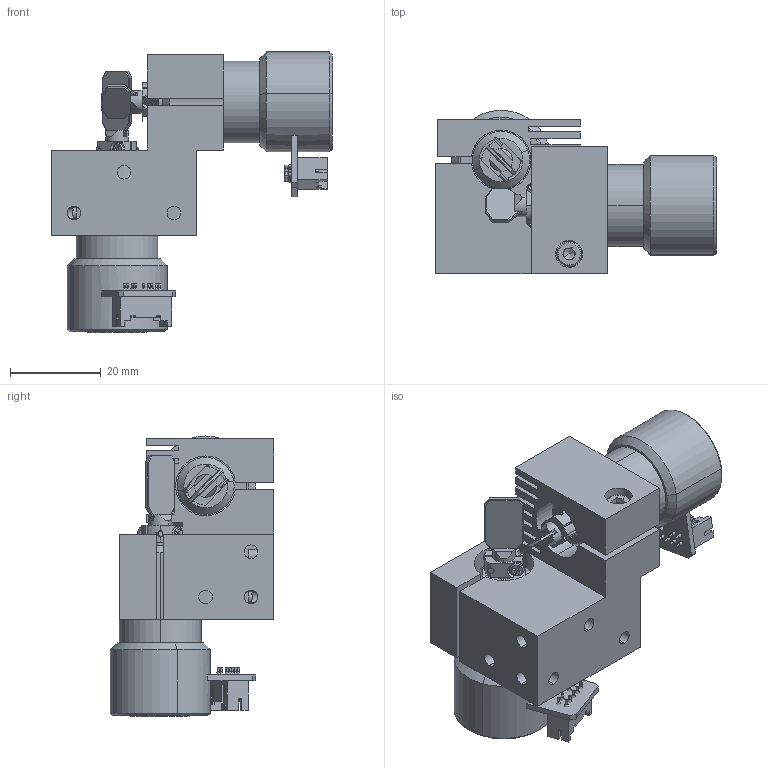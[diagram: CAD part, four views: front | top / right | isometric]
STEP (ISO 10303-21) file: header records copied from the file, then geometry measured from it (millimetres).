
FILE_DESCRIPTION (( 'STEP AP203' ), '1' );
FILE_NAME ('GVS202.STEP', '2012-05-15T10:02:42', ( '' ), ( '' ), 'SwSTEP 2.0', 'SolidWorks 2011', '' );
FILE_SCHEMA (( 'CONFIG_CONTROL_DESIGN' ));
Length unit declared in the file: millimetre
Products named in the file (1): GVS202
Bounding box: 62 x 36 x 61.7 mm (x, y, z)
Surface area: 18907.8 mm2 (no closed solid volume)
Topology: 0 solids, 40 shells, 560 faces, 1607 edges, 1071 vertices
Faces by surface type: plane 392, cylinder 104, cone 56, torus 8
Entity records: 18208 total; most frequent: CARTESIAN_POINT 3425, DIRECTION 3067, ORIENTED_EDGE 2842, EDGE_CURVE 1603, LINE 1217, VECTOR 1217, VERTEX_POINT 1071, AXIS2_PLACEMENT_3D 925
